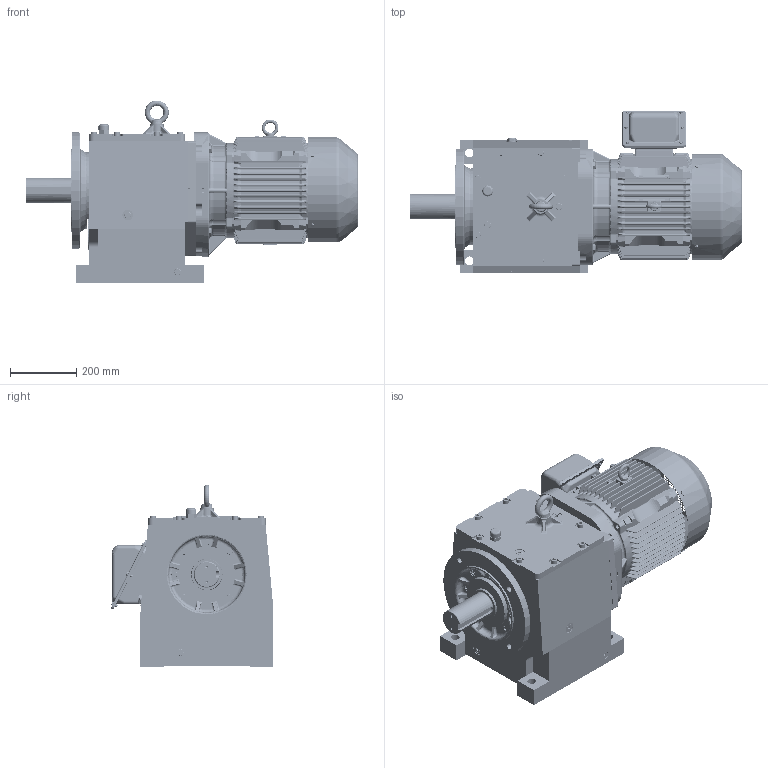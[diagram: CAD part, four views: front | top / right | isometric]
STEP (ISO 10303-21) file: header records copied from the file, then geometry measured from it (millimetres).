
FILE_DESCRIPTION(/* description */ ('Unknown'),/* implementation_level */ '2;1');
FILE_NAME(/* name */ 'EK2DO07255H001_HFM28_160M_CUSTOMER',/* time_stamp */ '2020-01-17T10:54:50+09:00',/* author */ ('Unknown'),/* organization */ ('Unknown'),/* preprocessor_version */ 'ST-DEVELOPER v16.7',/* originating_system */ 'DEX',/* authorisation */ $);
FILE_SCHEMA (('TECHNICAL_DATA_PACKAGING','AUTOMOTIVE_DESIGN {1 0 10303 214 3 1 1}'));
Products named in the file (1): だお1
Bounding box: 1000.2 x 489.14 x 550.98 mm (x, y, z)
Volume: 85866776 mm3; surface area: 2627885.5 mm2
Topology: 2 solids, 84 shells, 6927 faces, 18190 edges, 11451 vertices
Faces by surface type: cylinder 2678, plane 2368, bspline 1221, torus 330, cone 299, sphere 31
Full cylindrical faces by diameter (mm): 2.6 x4, 3 x1, 6 x16, 7 x6, 8 x6, 8.376 x16, 9 x1, 9.4 x1, 10.106 x134, 11 x4, 12 x34, 13.033 x1, 13.835 x4, 14 x22, 15 x2, 16 x1, 16.4 x1, 17.294 x3, 18 x30, 19.5 x6, 20 x14, 20.376 x49, 25 x1, 26 x4, 27 x1, 28 x1, 31.4 x1, 32 x9, 33 x2, 33.4 x1
Entity records: 297524 total; most frequent: CARTESIAN_POINT 105995, ORIENTED_EDGE 34076, DIRECTION 32210, EDGE_CURVE 17038, AXIS2_PLACEMENT_3D 12108, VERTEX_POINT 10962, FACE_BOUND 8058, EDGE_LOOP 8014
